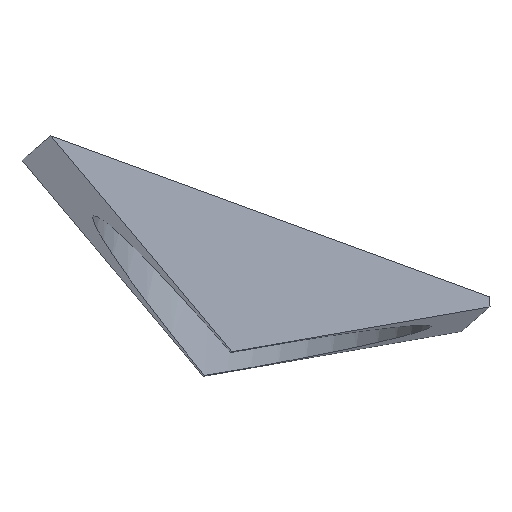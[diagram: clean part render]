
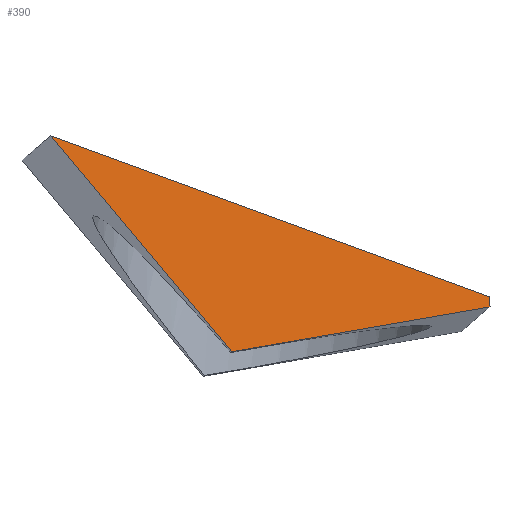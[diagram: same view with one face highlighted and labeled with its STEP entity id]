
A CAD part, top view. The second image highlights one B-rep face of the part: STEP entity #390.
In plain terms, the highlighted planar face has unit normal (0.078, 0.066, 0.995).
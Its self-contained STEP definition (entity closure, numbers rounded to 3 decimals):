
#21 = EDGE_CURVE('',#22,#24,#26,.T.);
#22 = VERTEX_POINT('',#23);
#23 = CARTESIAN_POINT('',(6272.218,-8307.162,
    921.766));
#24 = VERTEX_POINT('',#25);
#25 = CARTESIAN_POINT('',(6335.624,-8296.131,
    916.036));
#26 = SURFACE_CURVE('',#27,(#31,#43),.PCURVE_S1.);
#27 = LINE('',#28,#29);
#28 = CARTESIAN_POINT('',(6240.061,-8312.756,
    924.672));
#29 = VECTOR('',#30,1.);
#30 = DIRECTION('',(0.981,0.171,-0.089));
#31 = PCURVE('',#32,#37);
#32 = PLANE('',#33);
#33 = AXIS2_PLACEMENT_3D('',#34,#35,#36);
#34 = CARTESIAN_POINT('',(6271.986,-8307.357,
    918.823));
#35 = DIRECTION('',(0.176,-0.983,0.051));
#36 = DIRECTION('',(0.984,0.176,0.));
#37 = DEFINITIONAL_REPRESENTATION('',(#38),#42);
#38 = LINE('',#39,#40);
#39 = CARTESIAN_POINT('',(-32.376,5.856));
#40 = VECTOR('',#41,1.);
#41 = DIRECTION('',(0.996,-0.089));
#42 = ( GEOMETRIC_REPRESENTATION_CONTEXT(2) 
PARAMETRIC_REPRESENTATION_CONTEXT() REPRESENTATION_CONTEXT('2D SPACE',''
  ) );
#43 = PCURVE('',#44,#49);
#44 = PLANE('',#45);
#45 = AXIS2_PLACEMENT_3D('',#46,#47,#48);
#46 = CARTESIAN_POINT('',(6187.965,-8206.754,
    921.766));
#47 = DIRECTION('',(0.078,0.066,0.995
    ));
#48 = DIRECTION('',(0.643,-0.766,0.)
  );
#49 = DEFINITIONAL_REPRESENTATION('',(#50),#54);
#50 = LINE('',#51,#52);
#51 = CARTESIAN_POINT('',(114.689,-28.378));
#52 = VECTOR('',#53,1.);
#53 = DIRECTION('',(0.5,0.866));
#54 = ( GEOMETRIC_REPRESENTATION_CONTEXT(2) 
PARAMETRIC_REPRESENTATION_CONTEXT() REPRESENTATION_CONTEXT('2D SPACE',''
  ) );
#72 = PLANE('',#73);
#73 = AXIS2_PLACEMENT_3D('',#74,#75,#76);
#74 = CARTESIAN_POINT('',(6227.174,-8260.57,
    877.5));
#75 = DIRECTION('',(0.762,0.639,-0.102));
#76 = DIRECTION('',(-0.643,0.766,0.));
#254 = PLANE('',#255);
#255 = AXIS2_PLACEMENT_3D('',#256,#257,#258);
#256 = CARTESIAN_POINT('',(6332.129,-8298.263,
    871.718));
#257 = DIRECTION('',(0.997,0.,
    -0.079));
#258 = DIRECTION('',(0.078,0.066,0.995
    ));
#309 = PLANE('',#310);
#310 = AXIS2_PLACEMENT_3D('',#311,#312,#313);
#311 = CARTESIAN_POINT('',(6283.788,-8274.843,
    916.705));
#312 = DIRECTION('',(0.339,0.937,-0.089));
#313 = DIRECTION('',(-0.94,0.34,0.)
  );
#348 = VERTEX_POINT('',#349);
#349 = CARTESIAN_POINT('',(6335.611,-8293.65,
    915.873));
#370 = EDGE_CURVE('',#24,#348,#371,.T.);
#371 = SURFACE_CURVE('',#372,(#376,#383),.PCURVE_S1.);
#372 = LINE('',#373,#374);
#373 = CARTESIAN_POINT('',(6335.39,-8251.044,
    913.071));
#374 = VECTOR('',#375,1.);
#375 = DIRECTION('',(-0.005,0.998,
    -0.066));
#376 = PCURVE('',#254,#377);
#377 = DEFINITIONAL_REPRESENTATION('',(#378),#382);
#378 = LINE('',#379,#380);
#379 = CARTESIAN_POINT('',(44.5,-44.386));
#380 = VECTOR('',#381,1.);
#381 = DIRECTION('',(0.,-1.));
#382 = ( GEOMETRIC_REPRESENTATION_CONTEXT(2) 
PARAMETRIC_REPRESENTATION_CONTEXT() REPRESENTATION_CONTEXT('2D SPACE',''
  ) );
#383 = PCURVE('',#44,#384);
#384 = DEFINITIONAL_REPRESENTATION('',(#385),#389);
#385 = LINE('',#386,#387);
#386 = CARTESIAN_POINT('',(128.691,84.911));
#387 = VECTOR('',#388,1.);
#388 = DIRECTION('',(-0.768,0.641));
#389 = ( GEOMETRIC_REPRESENTATION_CONTEXT(2) 
PARAMETRIC_REPRESENTATION_CONTEXT() REPRESENTATION_CONTEXT('2D SPACE',''
  ) );
#390 = ADVANCED_FACE('',(#391),#44,.T.);
#391 = FACE_BOUND('',#392,.T.);
#392 = EDGE_LOOP('',(#393,#394,#395,#418));
#393 = ORIENTED_EDGE('',*,*,#21,.T.);
#394 = ORIENTED_EDGE('',*,*,#370,.T.);
#395 = ORIENTED_EDGE('',*,*,#396,.T.);
#396 = EDGE_CURVE('',#348,#397,#399,.T.);
#397 = VERTEX_POINT('',#398);
#398 = CARTESIAN_POINT('',(6227.684,-8254.089,
    921.766));
#399 = SURFACE_CURVE('',#400,(#404,#411),.PCURVE_S1.);
#400 = LINE('',#401,#402);
#401 = CARTESIAN_POINT('',(6230.726,-8255.204,
    921.6));
#402 = VECTOR('',#403,1.);
#403 = DIRECTION('',(-0.938,0.344,0.051));
#404 = PCURVE('',#44,#405);
#405 = DEFINITIONAL_REPRESENTATION('',(#406),#410);
#406 = LINE('',#407,#408);
#407 = CARTESIAN_POINT('',(64.6,1.622));
#408 = VECTOR('',#409,1.);
#409 = DIRECTION('',(-0.866,-0.5));
#410 = ( GEOMETRIC_REPRESENTATION_CONTEXT(2) 
PARAMETRIC_REPRESENTATION_CONTEXT() REPRESENTATION_CONTEXT('2D SPACE',''
  ) );
#411 = PCURVE('',#309,#412);
#412 = DEFINITIONAL_REPRESENTATION('',(#413),#417);
#413 = LINE('',#414,#415);
#414 = CARTESIAN_POINT('',(56.579,4.915));
#415 = VECTOR('',#416,1.);
#416 = DIRECTION('',(0.999,0.051));
#417 = ( GEOMETRIC_REPRESENTATION_CONTEXT(2) 
PARAMETRIC_REPRESENTATION_CONTEXT() REPRESENTATION_CONTEXT('2D SPACE',''
  ) );
#418 = ORIENTED_EDGE('',*,*,#419,.T.);
#419 = EDGE_CURVE('',#397,#22,#420,.T.);
#420 = SURFACE_CURVE('',#421,(#425,#432),.PCURVE_S1.);
#421 = LINE('',#422,#423);
#422 = CARTESIAN_POINT('',(6230.665,-8257.641,
    921.766));
#423 = VECTOR('',#424,1.);
#424 = DIRECTION('',(0.643,-0.766,0.));
#425 = PCURVE('',#44,#426);
#426 = DEFINITIONAL_REPRESENTATION('',(#427),#431);
#427 = LINE('',#428,#429);
#428 = CARTESIAN_POINT('',(66.429,0.));
#429 = VECTOR('',#430,1.);
#430 = DIRECTION('',(1.,0.));
#431 = ( GEOMETRIC_REPRESENTATION_CONTEXT(2) 
PARAMETRIC_REPRESENTATION_CONTEXT() REPRESENTATION_CONTEXT('2D SPACE',''
  ) );
#432 = PCURVE('',#72,#433);
#433 = DEFINITIONAL_REPRESENTATION('',(#434),#438);
#434 = LINE('',#435,#436);
#435 = CARTESIAN_POINT('',(0.,44.5));
#436 = VECTOR('',#437,1.);
#437 = DIRECTION('',(-1.,0.));
#438 = ( GEOMETRIC_REPRESENTATION_CONTEXT(2) 
PARAMETRIC_REPRESENTATION_CONTEXT() REPRESENTATION_CONTEXT('2D SPACE',''
  ) );
